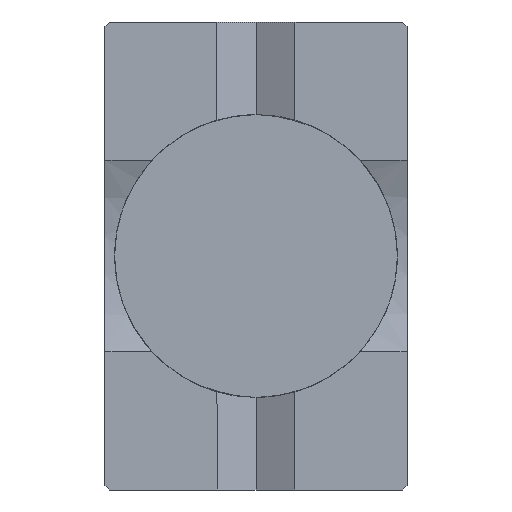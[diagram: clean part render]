
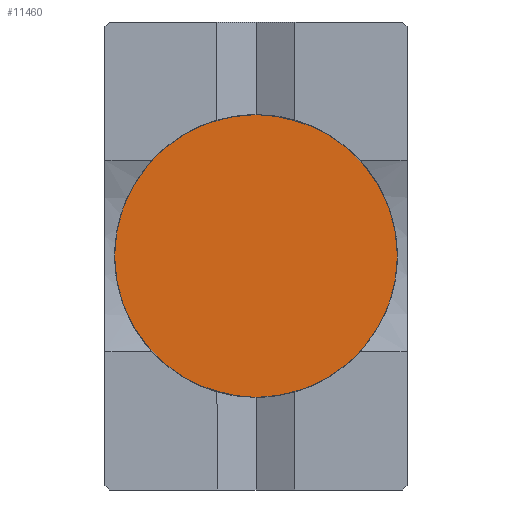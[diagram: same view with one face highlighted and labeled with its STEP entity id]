
A CAD part, front view. The second image highlights one B-rep face of the part: STEP entity #11460.
In plain terms, the highlighted planar face has unit normal (0, -1, 0).
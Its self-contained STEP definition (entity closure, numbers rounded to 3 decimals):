
#370=PLANE($,#12175);
#2933=FACE_OUTER_BOUND($,#3606,.T.);
#3606=EDGE_LOOP($,(#7993));
#4888=CIRCLE($,#12176,14.9);
#5026=VERTEX_POINT($,#15034);
#6204=EDGE_CURVE($,#5026,#5026,#4888,.T.);
#7993=ORIENTED_EDGE($,*,*,#6204,.T.);
#11460=ADVANCED_FACE($,(#2933),#370,.T.);
#12175=AXIS2_PLACEMENT_3D($,#15033,#12794,#12795);
#12176=AXIS2_PLACEMENT_3D($,#15035,#12796,#12797);
#12794=DIRECTION('center_axis',(0.,-1.,0.));
#12795=DIRECTION('ref_axis',(-0.835,0.,-0.551));
#12796=DIRECTION('center_axis',(0.,-1.,0.));
#12797=DIRECTION('ref_axis',(-0.835,0.,
-0.551));
#15033=CARTESIAN_POINT('Origin',(0.,2.5,0.));
#15034=CARTESIAN_POINT('',(12.435,2.5,8.208));
#15035=CARTESIAN_POINT('Origin',(0.,2.5,0.));
